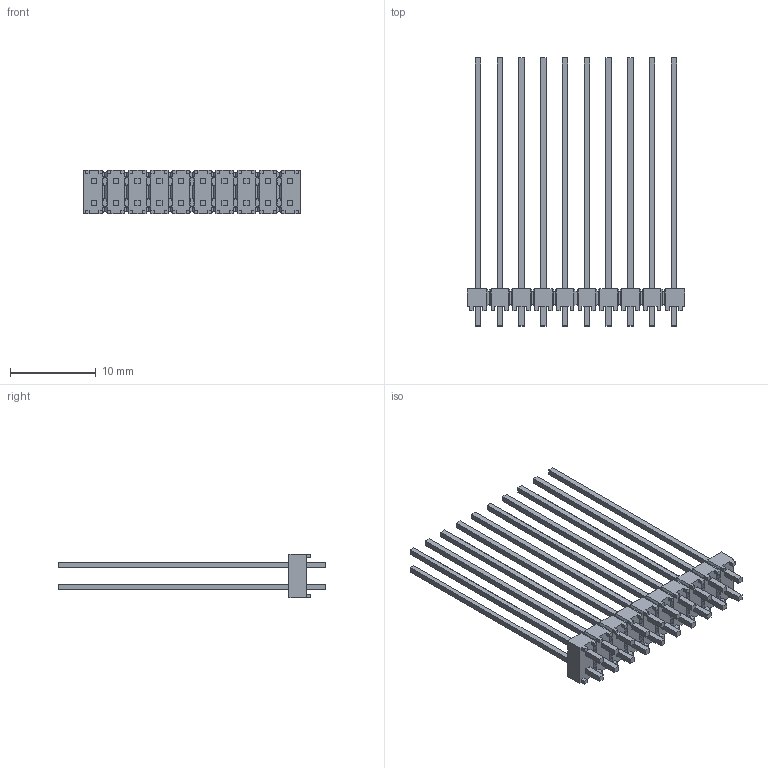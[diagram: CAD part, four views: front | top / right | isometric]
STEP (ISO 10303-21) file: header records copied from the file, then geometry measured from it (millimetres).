
FILE_DESCRIPTION(/* description */ ('STEP AP242','CAx-IF Rec.Pracs.---Representation and Presentation of Product Manufacturing Information (PMI)---4.0---2014-10-13','CAx-IF Rec.Pracs.---3D Tessellated Geometry---0.4---2014-09-14','2;1'),/* implementation_level */ '2;1');
FILE_NAME(/* name */ 'MTSW-110-13-L-D-1060',/* time_stamp */ '2025-10-27T21:39:36+01:00',/* author */ ('License CC BY-ND 4.0'),/* organization */ ('CADENAS'),/* preprocessor_version */ 'ST-DEVELOPER v19.3',/* originating_system */ 'PARTsolutions',/* authorisation */ ' ');
FILE_SCHEMA (('AP242_MANAGED_MODEL_BASED_3D_ENGINEERING_MIM_LF { 1 0 10303 442 1 1 4 }'));
Length unit declared in the file: inch
Products named in the file (3): MTSW-110-13-L-D-1060; MTSW-110-13-L-D-1060_body; MTSW-110-13-D-1060
Assembly tree (2 placements, depth 2):
  MTSW-110-13-L-D-1060
    MTSW-110-13-L-D-1060_body
    MTSW-110-13-D-1060
Bounding box: 25.4 x 31.24 x 5.08 mm (x, y, z)
Volume: 490.4 mm3; surface area: 2344.2 mm2
Topology: 2 solids, 2 shells, 758 faces, 1998 edges, 1248 vertices
Faces by surface type: plane 758
Entity records: 22788 total; most frequent: CARTESIAN_POINT 4007, ORIENTED_EDGE 3996, DIRECTION 3520, EDGE_CURVE 1998, LINE 1998, VECTOR 1998, VERTEX_POINT 1248, EDGE_LOOP 838
